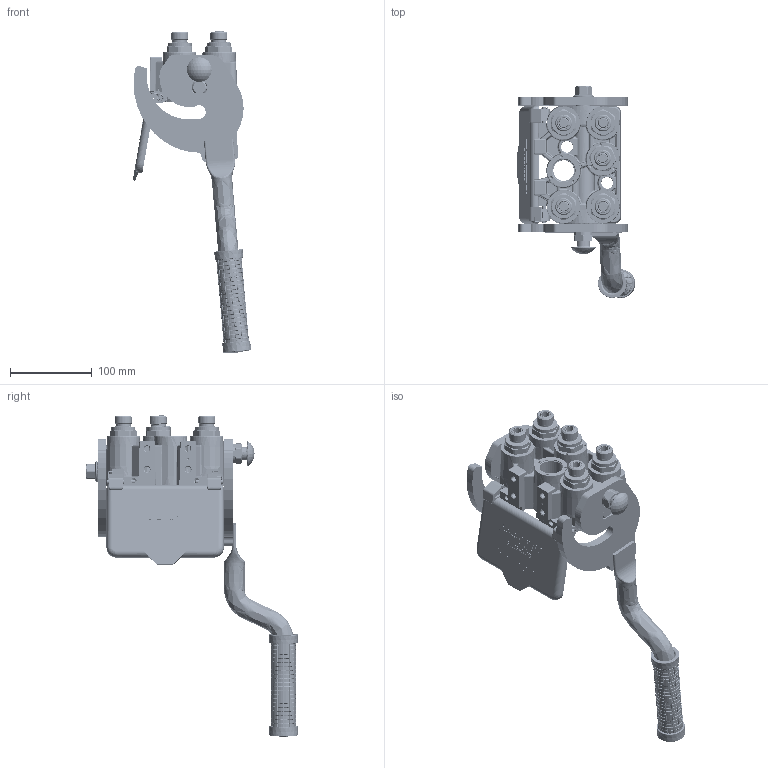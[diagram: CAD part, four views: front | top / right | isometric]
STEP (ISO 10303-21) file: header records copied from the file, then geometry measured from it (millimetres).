
FILE_DESCRIPTION (( 'STEP AP214' ), '1' );
FILE_NAME ('FASTER.step', '2022-11-23T20:29:15', ( '' ), ( '' ), 'SwSTEP 2.0', 'SolidWorks 2017', '' );
FILE_SCHEMA (( 'AUTOMOTIVE_DESIGN' ));
Length unit declared in the file: millimetre
Products named in the file (31): 4830_025_0000_001; A_2ffnb1211_12sf; 2ffnb1211_12sf; 4830_025_1000_000; et012; 4850_024_4004_000; or2_62x17_86; 1540_080_0012_000; 4850_024_0000_012; 4850_024_2004_020; 4830_025_2000_000; 4142_072_1000_300; 4850_024_0000_022; sicura_p5; curs_molla_12; 4830_001_0005_301; 4850_024_4004_000_ASM; 4830_001_0005_300; 4340_014_0000_000; 4850_001_0001_007; 4852_020_0001_001; P608_F_BASE; FASTER; 4830_001_0004_000; 4830_022_0000_011; 4850_024_2000_013; 4830_070_0000_001; 4850_024_2004_010; 0048_042_0412_000; or1_5x7_m
Assembly tree (36 placements, depth 4):
  FASTER
    P608_F_BASE
      4852_020_0001_001
      4830_001_0004_000  x2
      4850_001_0001_007
      4830_001_0005_300
      4830_001_0005_301
    A_2ffnb1211_12sf  x5
      curs_molla_12
        4340_014_0000_000
        4142_072_1000_300
      2ffnb1211_12sf
        2ffnb1211_12sf
    4850_024_4004_000
      4850_024_4004_000_ASM
        4850_024_2004_020
        4850_024_0000_022
        4850_024_2000_013
      sicura_p5
        4830_025_0000_001
        or1_5x7_m
        0048_042_0412_000
      4850_024_2004_010
      1540_080_0012_000
      4830_025_2000_000
      4830_025_1000_000
      4830_022_0000_011
      4830_070_0000_001
      4850_024_0000_012
      or2_62x17_86  x2
    et012
Bounding box: 144.67 x 258.08 x 391.65 mm (x, y, z)
Volume: 288742 mm3; surface area: 417034 mm2
Topology: 28 solids, 108 shells, 6985 faces, 18774 edges, 12064 vertices
Faces by surface type: plane 3269, cylinder 1956, torus 604, cone 544, bspline 532, sphere 80
Entity records: 259200 total; most frequent: CARTESIAN_POINT 117516, ORIENTED_EDGE 30734, DIRECTION 25146, EDGE_CURVE 15495, VERTEX_POINT 9970, LINE 9532, VECTOR 9532, AXIS2_PLACEMENT_3D 7807
